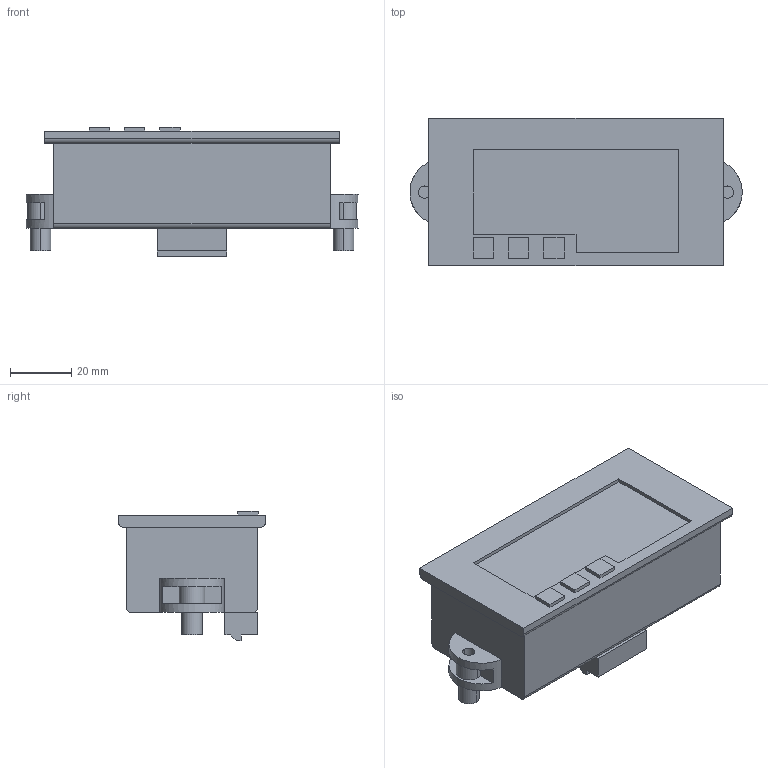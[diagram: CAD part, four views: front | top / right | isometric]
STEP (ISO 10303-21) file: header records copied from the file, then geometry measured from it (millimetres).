
FILE_DESCRIPTION (( 'STEP AP214' ), '1' );
FILE_NAME ('LPM1-A-PNL.STEP', '2020-06-29T17:40:04', ( '' ), ( '' ), 'SwSTEP 2.0', 'SolidWorks 2017', '' );
FILE_SCHEMA (( 'AUTOMOTIVE_DESIGN' ));
Length unit declared in the file: inch
Products named in the file (1): LPM1-A-PNL
Bounding box: 108.32 x 48 x 42.2 mm (x, y, z)
Volume: 127988.9 mm3; surface area: 20070 mm2
Topology: 1 solids, 1 shells, 77 faces, 190 edges, 126 vertices
Faces by surface type: plane 57, cylinder 20
Entity records: 2312 total; most frequent: CARTESIAN_POINT 394, DIRECTION 390, ORIENTED_EDGE 380, EDGE_CURVE 190, LINE 146, VECTOR 146, VERTEX_POINT 126, AXIS2_PLACEMENT_3D 122
